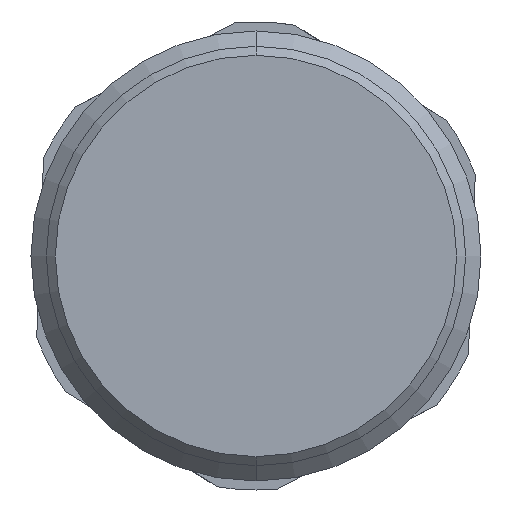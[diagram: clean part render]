
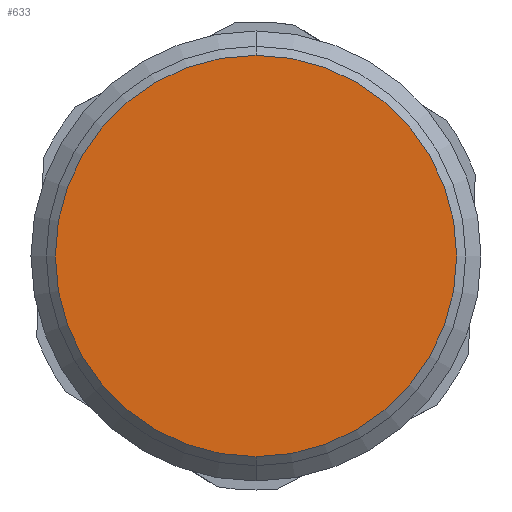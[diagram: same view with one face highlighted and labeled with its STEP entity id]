
A CAD part, front view. The second image highlights one B-rep face of the part: STEP entity #633.
In plain terms, the highlighted planar face has unit normal (0, -1, 0).
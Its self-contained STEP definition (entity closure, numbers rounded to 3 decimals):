
#17 = CARTESIAN_POINT ( 'NONE',  ( 0., 0., 11.15 ) ) ;
#41 = CARTESIAN_POINT ( 'NONE',  ( 0., 0., -11.15 ) ) ;
#68 = DIRECTION ( 'NONE',  ( 0., 0., 1. ) ) ;
#69 = DIRECTION ( 'NONE',  ( 0., -1., 0. ) ) ;
#70 = CARTESIAN_POINT ( 'NONE',  ( 0., 0., 0. ) ) ;
#349 = DIRECTION ( 'NONE',  ( 0., 0., 1. ) ) ;
#350 = DIRECTION ( 'NONE',  ( 0., -1., 0. ) ) ;
#354 = CARTESIAN_POINT ( 'NONE',  ( 0., 0., 0. ) ) ;
#432 = DIRECTION ( 'NONE',  ( 0., 0., 1. ) ) ;
#433 = DIRECTION ( 'NONE',  ( 0., 1., 0. ) ) ;
#434 = CARTESIAN_POINT ( 'NONE',  ( 0., 0., 0. ) ) ;
#435 = PLANE ( 'NONE',  #985 ) ;
#633 = ADVANCED_FACE ( 'NONE', ( #1163 ), #435, .F. ) ;
#638 = CIRCLE ( 'NONE', #1090, 11.15 ) ;
#676 = CIRCLE ( 'NONE', #1110, 11.15 ) ;
#714 = EDGE_CURVE ( 'NONE', #1274, #1298, #676, .T. ) ;
#796 = EDGE_CURVE ( 'NONE', #1298, #1274, #638, .T. ) ;
#985 = AXIS2_PLACEMENT_3D ( 'NONE', #434, #433, #432 ) ;
#1090 = AXIS2_PLACEMENT_3D ( 'NONE', #70, #69, #68 ) ;
#1110 = AXIS2_PLACEMENT_3D ( 'NONE', #354, #350, #349 ) ;
#1163 = FACE_OUTER_BOUND ( 'NONE', #1243, .T. ) ;
#1243 = EDGE_LOOP ( 'NONE', ( #1398, #1251 ) ) ;
#1251 = ORIENTED_EDGE ( 'NONE', *, *, #714, .T. ) ;
#1274 = VERTEX_POINT ( 'NONE', #41 ) ;
#1298 = VERTEX_POINT ( 'NONE', #17 ) ;
#1398 = ORIENTED_EDGE ( 'NONE', *, *, #796, .T. ) ;
